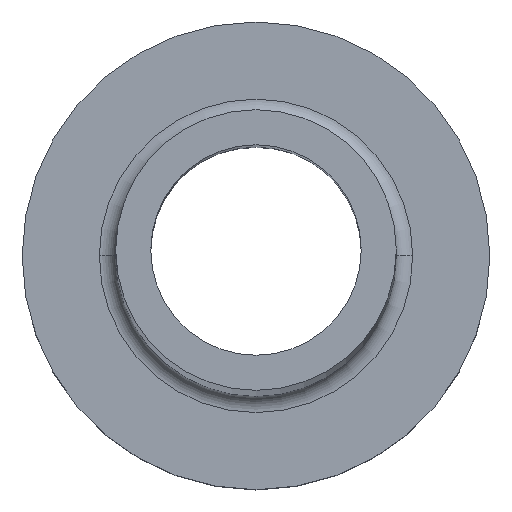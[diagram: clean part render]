
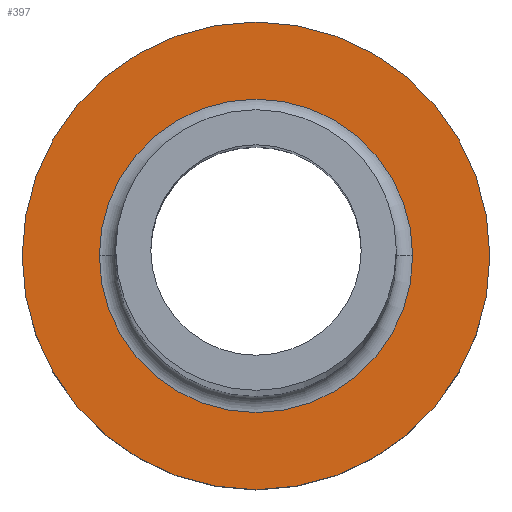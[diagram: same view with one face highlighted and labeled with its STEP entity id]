
A CAD part, top view. The second image highlights one B-rep face of the part: STEP entity #397.
In plain terms, the highlighted planar face has unit normal (0, 0, 1).
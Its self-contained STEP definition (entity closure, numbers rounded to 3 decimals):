
#3 = AXIS2_PLACEMENT_3D ( 'NONE', #50, #224, #45 ) ;
#21 = DIRECTION ( 'NONE',  ( 0., 0., 1. ) ) ;
#27 = CARTESIAN_POINT ( 'NONE',  ( -6.7, 0., 7. ) ) ;
#45 = DIRECTION ( 'NONE',  ( 1., 0., 0. ) ) ;
#50 = CARTESIAN_POINT ( 'NONE',  ( 0., 0., 7. ) ) ;
#51 = CARTESIAN_POINT ( 'NONE',  ( 0., 0., 7. ) ) ;
#54 = DIRECTION ( 'NONE',  ( 1., 0., 0. ) ) ;
#61 = CARTESIAN_POINT ( 'NONE',  ( 0., 0., 7. ) ) ;
#65 = AXIS2_PLACEMENT_3D ( 'NONE', #51, #430, #438 ) ;
#71 = EDGE_LOOP ( 'NONE', ( #239, #256 ) ) ;
#100 = DIRECTION ( 'NONE',  ( 0., 0., 1. ) ) ;
#113 = CARTESIAN_POINT ( 'NONE',  ( 10., 0., 7. ) ) ;
#119 = ORIENTED_EDGE ( 'NONE', *, *, #155, .T. ) ;
#133 = DIRECTION ( 'NONE',  ( 1., 0., 0. ) ) ;
#155 = EDGE_CURVE ( 'NONE', #181, #415, #263, .T. ) ;
#158 = VERTEX_POINT ( 'NONE', #113 ) ;
#160 = DIRECTION ( 'NONE',  ( 1., 0., 0. ) ) ;
#163 = EDGE_CURVE ( 'NONE', #415, #181, #179, .T. ) ;
#170 = CARTESIAN_POINT ( 'NONE',  ( -10., 0., 7. ) ) ;
#179 = CIRCLE ( 'NONE', #65, 6.7 ) ;
#181 = VERTEX_POINT ( 'NONE', #364 ) ;
#224 = DIRECTION ( 'NONE',  ( 0., 0., -1. ) ) ;
#231 = PLANE ( 'NONE',  #356 ) ;
#238 = AXIS2_PLACEMENT_3D ( 'NONE', #61, #100, #54 ) ;
#239 = ORIENTED_EDGE ( 'NONE', *, *, #384, .T. ) ;
#256 = ORIENTED_EDGE ( 'NONE', *, *, #380, .T. ) ;
#263 = CIRCLE ( 'NONE', #3, 6.7 ) ;
#267 = FACE_BOUND ( 'NONE', #453, .T. ) ;
#298 = ORIENTED_EDGE ( 'NONE', *, *, #163, .T. ) ;
#327 = CIRCLE ( 'NONE', #238, 10. ) ;
#334 = AXIS2_PLACEMENT_3D ( 'NONE', #441, #21, #160 ) ;
#356 = AXIS2_PLACEMENT_3D ( 'NONE', #407, #446, #133 ) ;
#364 = CARTESIAN_POINT ( 'NONE',  ( 6.7, 0., 7. ) ) ;
#370 = CIRCLE ( 'NONE', #334, 10. ) ;
#380 = EDGE_CURVE ( 'NONE', #158, #431, #327, .T. ) ;
#384 = EDGE_CURVE ( 'NONE', #431, #158, #370, .T. ) ;
#397 = ADVANCED_FACE ( 'NONE', ( #267, #410 ), #231, .T. ) ;
#407 = CARTESIAN_POINT ( 'NONE',  ( 0., 0., 7. ) ) ;
#410 = FACE_OUTER_BOUND ( 'NONE', #71, .T. ) ;
#415 = VERTEX_POINT ( 'NONE', #27 ) ;
#430 = DIRECTION ( 'NONE',  ( 0., 0., -1. ) ) ;
#431 = VERTEX_POINT ( 'NONE', #170 ) ;
#438 = DIRECTION ( 'NONE',  ( 1., 0., 0. ) ) ;
#441 = CARTESIAN_POINT ( 'NONE',  ( 0., 0., 7. ) ) ;
#446 = DIRECTION ( 'NONE',  ( 0., 0., 1. ) ) ;
#453 = EDGE_LOOP ( 'NONE', ( #119, #298 ) ) ;
